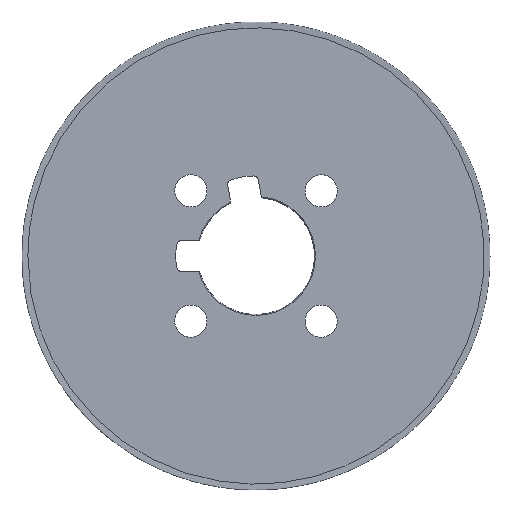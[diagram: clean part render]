
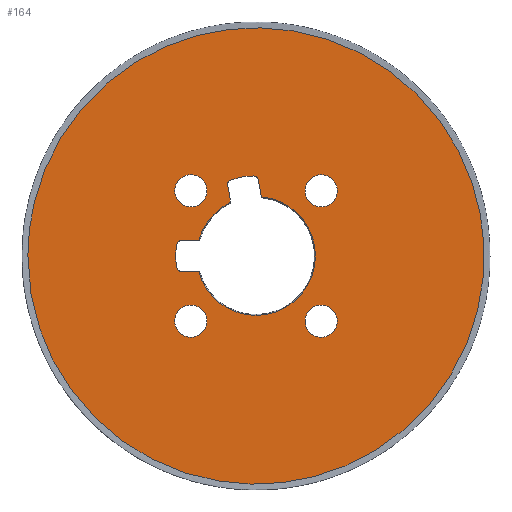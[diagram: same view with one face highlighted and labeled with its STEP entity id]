
A CAD part, top view. The second image highlights one B-rep face of the part: STEP entity #164.
In plain terms, the highlighted planar face has unit normal (0, 0, 1).
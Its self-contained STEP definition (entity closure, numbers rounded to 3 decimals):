
#164=ADVANCED_FACE('TB_SU_5',(#205,#206,#207,#208,#209,#210),#199,.T.);
#199=PLANE('',#893);
#205=FACE_BOUND('',#235,.T.);
#206=FACE_BOUND('',#236,.T.);
#207=FACE_BOUND('',#237,.T.);
#208=FACE_BOUND('',#238,.T.);
#209=FACE_BOUND('',#239,.T.);
#210=FACE_BOUND('',#240,.T.);
#235=EDGE_LOOP('',(#337,#338,#339,#340,#341,#342,#343,#344,#345,#346,#347,
#348,#349,#350,#351,#352,#353,#354));
#236=EDGE_LOOP('',(#355));
#237=EDGE_LOOP('',(#356));
#238=EDGE_LOOP('',(#357));
#239=EDGE_LOOP('',(#358));
#240=EDGE_LOOP('',(#359));
#289=LINE('',#1222,#313);
#290=LINE('',#1230,#314);
#291=LINE('',#1242,#315);
#292=LINE('',#1250,#316);
#313=VECTOR('',#995,1.);
#314=VECTOR('',#1002,1.);
#315=VECTOR('',#1013,1.);
#316=VECTOR('',#1020,1.);
#337=ORIENTED_EDGE('',*,*,#571,.F.);
#338=ORIENTED_EDGE('',*,*,#572,.T.);
#339=ORIENTED_EDGE('',*,*,#573,.T.);
#340=ORIENTED_EDGE('',*,*,#574,.F.);
#341=ORIENTED_EDGE('',*,*,#575,.T.);
#342=ORIENTED_EDGE('',*,*,#576,.F.);
#343=ORIENTED_EDGE('',*,*,#577,.T.);
#344=ORIENTED_EDGE('',*,*,#578,.T.);
#345=ORIENTED_EDGE('',*,*,#579,.F.);
#346=ORIENTED_EDGE('',*,*,#580,.F.);
#347=ORIENTED_EDGE('',*,*,#581,.F.);
#348=ORIENTED_EDGE('',*,*,#582,.T.);
#349=ORIENTED_EDGE('',*,*,#583,.T.);
#350=ORIENTED_EDGE('',*,*,#584,.F.);
#351=ORIENTED_EDGE('',*,*,#585,.T.);
#352=ORIENTED_EDGE('',*,*,#586,.F.);
#353=ORIENTED_EDGE('',*,*,#587,.T.);
#354=ORIENTED_EDGE('',*,*,#588,.T.);
#355=ORIENTED_EDGE('',*,*,#589,.T.);
#356=ORIENTED_EDGE('',*,*,#590,.T.);
#357=ORIENTED_EDGE('',*,*,#591,.T.);
#358=ORIENTED_EDGE('',*,*,#592,.T.);
#359=ORIENTED_EDGE('',*,*,#593,.T.);
#509=VERTEX_POINT('',#1218);
#510=VERTEX_POINT('',#1219);
#511=VERTEX_POINT('',#1221);
#512=VERTEX_POINT('',#1223);
#513=VERTEX_POINT('',#1225);
#514=VERTEX_POINT('',#1227);
#515=VERTEX_POINT('',#1229);
#516=VERTEX_POINT('',#1231);
#517=VERTEX_POINT('',#1233);
#518=VERTEX_POINT('',#1235);
#519=VERTEX_POINT('',#1237);
#520=VERTEX_POINT('',#1239);
#521=VERTEX_POINT('',#1241);
#522=VERTEX_POINT('',#1243);
#523=VERTEX_POINT('',#1245);
#524=VERTEX_POINT('',#1247);
#525=VERTEX_POINT('',#1249);
#526=VERTEX_POINT('',#1251);
#527=VERTEX_POINT('',#1254);
#528=VERTEX_POINT('',#1256);
#529=VERTEX_POINT('',#1258);
#530=VERTEX_POINT('',#1260);
#531=VERTEX_POINT('',#1262);
#571=EDGE_CURVE('',#509,#510,#657,.T.);
#572=EDGE_CURVE('',#509,#511,#658,.T.);
#573=EDGE_CURVE('',#511,#512,#289,.T.);
#574=EDGE_CURVE('',#513,#512,#659,.T.);
#575=EDGE_CURVE('',#513,#514,#660,.T.);
#576=EDGE_CURVE('',#515,#514,#661,.T.);
#577=EDGE_CURVE('',#515,#516,#290,.T.);
#578=EDGE_CURVE('',#516,#517,#662,.T.);
#579=EDGE_CURVE('',#518,#517,#663,.T.);
#580=EDGE_CURVE('',#519,#518,#664,.T.);
#581=EDGE_CURVE('',#520,#519,#665,.T.);
#582=EDGE_CURVE('',#520,#521,#666,.T.);
#583=EDGE_CURVE('',#521,#522,#291,.T.);
#584=EDGE_CURVE('',#523,#522,#667,.T.);
#585=EDGE_CURVE('',#523,#524,#668,.T.);
#586=EDGE_CURVE('',#525,#524,#669,.T.);
#587=EDGE_CURVE('',#525,#526,#292,.T.);
#588=EDGE_CURVE('',#526,#510,#670,.T.);
#589=EDGE_CURVE('',#527,#527,#671,.T.);
#590=EDGE_CURVE('',#528,#528,#672,.T.);
#591=EDGE_CURVE('',#529,#529,#673,.T.);
#592=EDGE_CURVE('',#530,#530,#674,.T.);
#593=EDGE_CURVE('',#531,#531,#675,.T.);
#657=CIRCLE('',#874,20.306);
#658=CIRCLE('',#875,0.5);
#659=CIRCLE('',#876,1.6);
#660=CIRCLE('',#877,22.);
#661=CIRCLE('',#878,1.6);
#662=CIRCLE('',#879,0.5);
#663=CIRCLE('',#880,20.306);
#664=CIRCLE('',#881,20.306);
#665=CIRCLE('',#882,20.306);
#666=CIRCLE('',#883,0.5);
#667=CIRCLE('',#884,1.6);
#668=CIRCLE('',#885,22.);
#669=CIRCLE('',#886,1.6);
#670=CIRCLE('',#887,0.5);
#671=CIRCLE('',#888,5.511);
#672=CIRCLE('',#889,5.511);
#673=CIRCLE('',#890,78.725);
#674=CIRCLE('',#891,5.511);
#675=CIRCLE('',#892,5.511);
#874=AXIS2_PLACEMENT_3D('',#1217,#991,#992);
#875=AXIS2_PLACEMENT_3D('',#1220,#993,#994);
#876=AXIS2_PLACEMENT_3D('',#1224,#996,#997);
#877=AXIS2_PLACEMENT_3D('',#1226,#998,#999);
#878=AXIS2_PLACEMENT_3D('',#1228,#1000,#1001);
#879=AXIS2_PLACEMENT_3D('',#1232,#1003,#1004);
#880=AXIS2_PLACEMENT_3D('',#1234,#1005,#1006);
#881=AXIS2_PLACEMENT_3D('',#1236,#1007,#1008);
#882=AXIS2_PLACEMENT_3D('',#1238,#1009,#1010);
#883=AXIS2_PLACEMENT_3D('',#1240,#1011,#1012);
#884=AXIS2_PLACEMENT_3D('',#1244,#1014,#1015);
#885=AXIS2_PLACEMENT_3D('',#1246,#1016,#1017);
#886=AXIS2_PLACEMENT_3D('',#1248,#1018,#1019);
#887=AXIS2_PLACEMENT_3D('',#1252,#1021,#1022);
#888=AXIS2_PLACEMENT_3D('',#1253,#1023,#1024);
#889=AXIS2_PLACEMENT_3D('',#1255,#1025,#1026);
#890=AXIS2_PLACEMENT_3D('',#1257,#1027,#1028);
#891=AXIS2_PLACEMENT_3D('',#1259,#1029,#1030);
#892=AXIS2_PLACEMENT_3D('',#1261,#1031,#1032);
#893=AXIS2_PLACEMENT_3D('',#1263,#1033,#1034);
#991=DIRECTION('',(0.,0.,1.));
#992=DIRECTION('',(-0.292,-0.956,0.));
#993=DIRECTION('',(0.,0.,1.));
#994=DIRECTION('',(-0.292,-0.956,0.));
#995=DIRECTION('',(-0.174,0.985,0.));
#996=DIRECTION('',(0.,0.,1.));
#997=DIRECTION('',(-0.292,-0.956,0.));
#998=DIRECTION('',(0.,0.,-1.));
#999=DIRECTION('',(-0.292,-0.956,0.));
#1000=DIRECTION('',(0.,0.,1.));
#1001=DIRECTION('',(-0.292,-0.956,0.));
#1002=DIRECTION('',(0.174,-0.985,0.));
#1003=DIRECTION('',(0.,0.,1.));
#1004=DIRECTION('',(-0.292,-0.956,0.));
#1005=DIRECTION('',(0.,0.,1.));
#1006=DIRECTION('',(-0.292,-0.956,0.));
#1007=DIRECTION('',(0.,0.,1.));
#1008=DIRECTION('',(-0.292,-0.956,0.));
#1009=DIRECTION('',(0.,0.,1.));
#1010=DIRECTION('',(-0.292,-0.956,0.));
#1011=DIRECTION('',(0.,0.,1.));
#1012=DIRECTION('',(-0.292,-0.956,0.));
#1013=DIRECTION('',(-1.,0.,0.));
#1014=DIRECTION('',(0.,0.,1.));
#1015=DIRECTION('',(-0.292,-0.956,0.));
#1016=DIRECTION('',(0.,0.,-1.));
#1017=DIRECTION('',(-0.292,-0.956,0.));
#1018=DIRECTION('',(0.,0.,1.));
#1019=DIRECTION('',(-0.292,-0.956,0.));
#1020=DIRECTION('',(1.,0.,0.));
#1021=DIRECTION('',(0.,0.,1.));
#1022=DIRECTION('',(-0.292,-0.956,0.));
#1023=DIRECTION('',(0.,0.,-1.));
#1024=DIRECTION('',(-0.292,-0.956,0.));
#1025=DIRECTION('',(0.,0.,-1.));
#1026=DIRECTION('',(-0.292,-0.956,0.));
#1027=DIRECTION('',(0.,0.,1.));
#1028=DIRECTION('',(-0.292,-0.956,0.));
#1029=DIRECTION('',(0.,0.,-1.));
#1030=DIRECTION('',(-0.292,-0.956,0.));
#1031=DIRECTION('',(0.,0.,-1.));
#1032=DIRECTION('',(-0.292,-0.956,0.));
#1033=DIRECTION('',(0.,0.,1.));
#1034=DIRECTION('',(-0.292,-0.956,0.));
#1217=CARTESIAN_POINT('',(0.,0.,0.));
#1218=CARTESIAN_POINT('',(-8.651,18.371,0.));
#1219=CARTESIAN_POINT('',(-19.595,5.329,0.));
#1220=CARTESIAN_POINT('',(-9.15,18.349,0.));
#1221=CARTESIAN_POINT('',(-8.658,18.436,0.));
#1222=CARTESIAN_POINT('',(-7.627,12.589,0.));
#1223=CARTESIAN_POINT('',(-9.672,24.189,0.));
#1224=CARTESIAN_POINT('',(-8.097,24.466,0.));
#1225=CARTESIAN_POINT('',(-8.657,25.965,0.));
#1226=CARTESIAN_POINT('',(-0.945,5.361,0.));
#1227=CARTESIAN_POINT('',(-0.745,27.36,0.));
#1228=CARTESIAN_POINT('',(-0.76,25.76,0.));
#1229=CARTESIAN_POINT('',(0.816,26.038,0.));
#1230=CARTESIAN_POINT('',(2.861,14.439,0.));
#1231=CARTESIAN_POINT('',(1.83,20.285,0.));
#1232=CARTESIAN_POINT('',(2.323,20.372,0.));
#1233=CARTESIAN_POINT('',(1.846,20.222,0.));
#1234=CARTESIAN_POINT('',(0.,0.,0.));
#1235=CARTESIAN_POINT('',(20.306,0.,0.));
#1236=CARTESIAN_POINT('',(0.,0.,0.));
#1237=CARTESIAN_POINT('',(0.,-20.306,0.));
#1238=CARTESIAN_POINT('',(0.,0.,0.));
#1239=CARTESIAN_POINT('',(-19.595,-5.329,0.));
#1240=CARTESIAN_POINT('',(-19.659,-5.825,0.));
#1241=CARTESIAN_POINT('',(-19.659,-5.325,0.));
#1242=CARTESIAN_POINT('',(-79.025,-5.325,0.));
#1243=CARTESIAN_POINT('',(-25.501,-5.325,0.));
#1244=CARTESIAN_POINT('',(-25.501,-3.725,0.));
#1245=CARTESIAN_POINT('',(-27.074,-4.017,0.));
#1246=CARTESIAN_POINT('',(-5.444,0.,0.));
#1247=CARTESIAN_POINT('',(-27.074,4.017,0.));
#1248=CARTESIAN_POINT('',(-25.501,3.725,0.));
#1249=CARTESIAN_POINT('',(-25.501,5.325,0.));
#1250=CARTESIAN_POINT('',(-79.025,5.325,0.));
#1251=CARTESIAN_POINT('',(-19.659,5.325,0.));
#1252=CARTESIAN_POINT('',(-19.659,5.825,0.));
#1253=CARTESIAN_POINT('',(22.274,22.274,0.));
#1254=CARTESIAN_POINT('',(20.663,17.004,0.));
#1255=CARTESIAN_POINT('',(-22.274,22.274,0.));
#1256=CARTESIAN_POINT('',(-23.885,17.004,0.));
#1257=CARTESIAN_POINT('',(0.,0.,0.));
#1258=CARTESIAN_POINT('',(-23.017,-75.286,0.));
#1259=CARTESIAN_POINT('',(22.274,-22.274,0.));
#1260=CARTESIAN_POINT('',(20.663,-27.544,0.));
#1261=CARTESIAN_POINT('',(-22.274,-22.274,0.));
#1262=CARTESIAN_POINT('',(-23.885,-27.544,0.));
#1263=CARTESIAN_POINT('',(-79.025,0.,0.));
